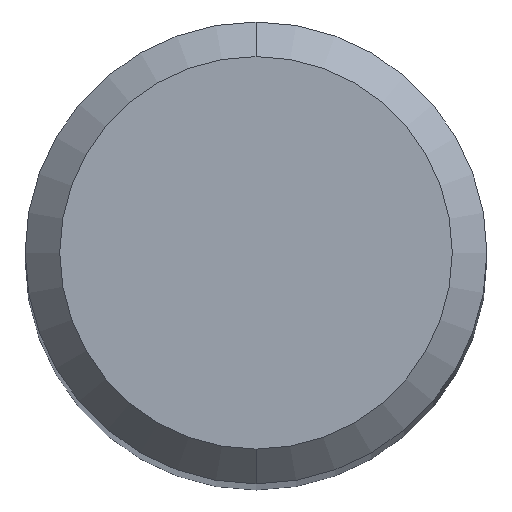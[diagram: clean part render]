
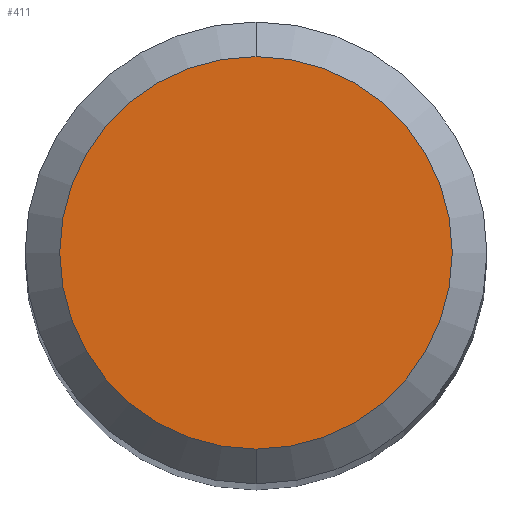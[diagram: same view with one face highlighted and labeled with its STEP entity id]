
A CAD part, top view. The second image highlights one B-rep face of the part: STEP entity #411.
In plain terms, the highlighted planar face has unit normal (0, 0, 1).
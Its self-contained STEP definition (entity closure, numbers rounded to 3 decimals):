
#411=ADVANCED_FACE('',(#1081),#1082,.T.);
#503=VERTEX_POINT('',#1183);
#569=VERTEX_POINT('',#1254);
#691=EDGE_CURVE('',#569,#503,#1384,.T.);
#807=EDGE_CURVE('',#503,#569,#1511,.T.);
#1081=FACE_OUTER_BOUND('',#1986,.T.);
#1082=PLANE('',#1987);
#1183=CARTESIAN_POINT('',(0.,-1.7,0.0));
#1254=CARTESIAN_POINT('',(0.0,1.7,0.0));
#1384=CIRCLE('',#3039,1.7);
#1511=CIRCLE('',#3656,1.7);
#1986=EDGE_LOOP('',(#4592,#4593));
#1987=AXIS2_PLACEMENT_3D('',#4594,#4595,#4596);
#3039=AXIS2_PLACEMENT_3D('',#4916,#4917,#4918);
#3656=AXIS2_PLACEMENT_3D('',#5076,#5077,#5078);
#4592=ORIENTED_EDGE('',*,*,#691,.F.);
#4593=ORIENTED_EDGE('',*,*,#807,.F.);
#4594=CARTESIAN_POINT('',(0.0,0.85,0.0));
#4595=DIRECTION('',(-0.0,0.0,1.0));
#4596=DIRECTION('',(0.0,-1.0,0.0));
#4916=CARTESIAN_POINT('',(0.0,0.0,0.0));
#4917=DIRECTION('',(0.0,0.0,-1.0));
#4918=DIRECTION('',(0.0,1.0,0.0));
#5076=CARTESIAN_POINT('',(0.0,0.0,0.0));
#5077=DIRECTION('',(0.0,0.0,-1.0));
#5078=DIRECTION('',(0.0,1.0,0.0));
